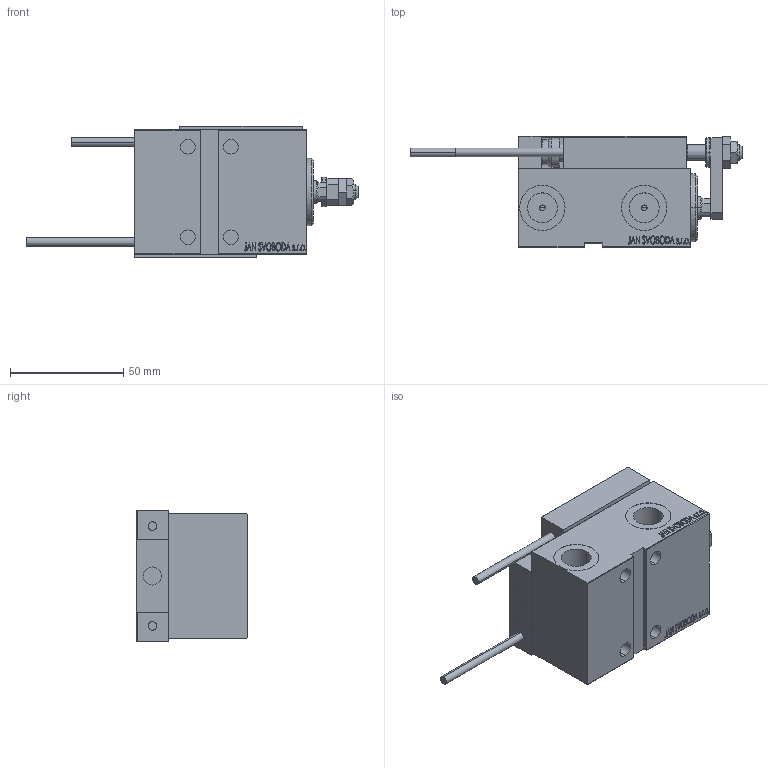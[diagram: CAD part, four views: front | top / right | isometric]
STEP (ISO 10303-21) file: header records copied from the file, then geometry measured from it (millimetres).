
FILE_DESCRIPTION (( 'STEP AP203' ), '1' );
FILE_NAME ('3aab.STEP', '2022-04-17T12:34:40', ( '' ), ( '' ), 'SwSTEP 2.0', 'SolidWorks 2019', '' );
FILE_SCHEMA (( 'CONFIG_CONTROL_DESIGN' ));
Length unit declared in the file: millimetre
Products named in the file (16): SWITCH X a2c6c9f5c161f53d4ba59136448af46f; V450CM_E_VCP a2c6c9f5c161f53d4ba59136448af46f; V450CM_E_Body a2c6c9f5c161f53d4ba59136448af46f; NUT_D10 a2c6c9f5c161f53d4ba59136448af46f; SWITCH_X_FRONT_BACK a2c6c9f5c161f53d4ba59136448af46f; KONCOVKA a2c6c9f5c161f53d4ba59136448af46f; NUT_D12 a2c6c9f5c161f53d4ba59136448af46f; ALLEN BOLT D5 a2c6c9f5c161f53d4ba59136448af46f; Block a2c6c9f5c161f53d4ba59136448af46f; ZARAZKA a2c6c9f5c161f53d4ba59136448af46f; V450CM_VC_B a2c6c9f5c161f53d4ba59136448af46f; SWITCH DIM B,W a2c6c9f5c161f53d4ba59136448af46f; 3aab; MAGNET a2c6c9f5c161f53d4ba59136448af46f; TYC_L79 a2c6c9f5c161f53d4ba59136448af46f; ALLEN BOLT D8 a2c6c9f5c161f53d4ba59136448af46f
Assembly tree (25 placements, depth 3):
  3aab
    V450CM_E_Body a2c6c9f5c161f53d4ba59136448af46f
    V450CM_E_VCP a2c6c9f5c161f53d4ba59136448af46f
    V450CM_VC_B a2c6c9f5c161f53d4ba59136448af46f
    SWITCH X a2c6c9f5c161f53d4ba59136448af46f
      SWITCH_X_FRONT_BACK a2c6c9f5c161f53d4ba59136448af46f  x2
      TYC_L79 a2c6c9f5c161f53d4ba59136448af46f
      Block a2c6c9f5c161f53d4ba59136448af46f  x2
      ALLEN BOLT D5 a2c6c9f5c161f53d4ba59136448af46f  x4
      ALLEN BOLT D8 a2c6c9f5c161f53d4ba59136448af46f  x4
      MAGNET a2c6c9f5c161f53d4ba59136448af46f  x2
      KONCOVKA a2c6c9f5c161f53d4ba59136448af46f  x2
    SWITCH DIM B,W a2c6c9f5c161f53d4ba59136448af46f
    ZARAZKA a2c6c9f5c161f53d4ba59136448af46f
    NUT_D10 a2c6c9f5c161f53d4ba59136448af46f
    NUT_D12 a2c6c9f5c161f53d4ba59136448af46f
Bounding box: 146.7 x 49 x 58 mm (x, y, z)
Volume: 171417 mm3; surface area: 55668.3 mm2
Topology: 24 solids, 24 shells, 1316 faces, 3158 edges, 2018 vertices
Faces by surface type: plane 577, bspline 380, cylinder 198, cone 113, torus 44, sphere 4
Entity records: 50887 total; most frequent: CARTESIAN_POINT 25684, ORIENTED_EDGE 5336, DIRECTION 3621, EDGE_CURVE 2668, VERTEX_POINT 1742, VECTOR 1531, LINE 1531, EDGE_LOOP 1232
